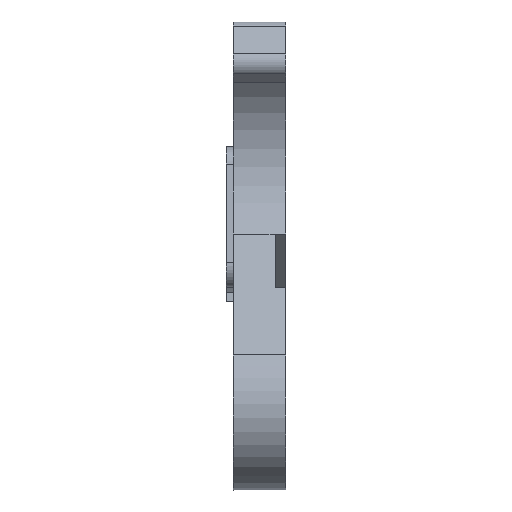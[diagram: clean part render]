
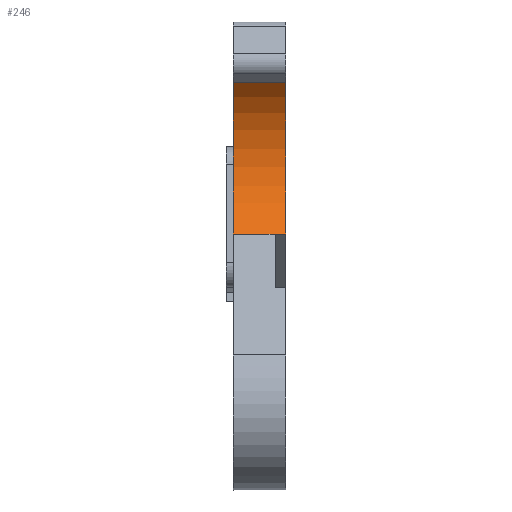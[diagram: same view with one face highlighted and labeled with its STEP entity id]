
A CAD part, front view. The second image highlights one B-rep face of the part: STEP entity #246.
In plain terms, the highlighted cylindrical face has radius 15 mm (diameter 30 mm), a partial arc.
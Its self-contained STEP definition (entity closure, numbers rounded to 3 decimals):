
#153=CYLINDRICAL_SURFACE('',#1332,15.);
#184=CIRCLE('',#1291,15.);
#202=CIRCLE('',#1331,15.);
#246=ADVANCED_FACE('',(#334),#153,.F.);
#334=FACE_OUTER_BOUND('',#398,.T.);
#398=EDGE_LOOP('',(#604,#605,#606,#607,#608));
#604=ORIENTED_EDGE('',*,*,#991,.T.);
#605=ORIENTED_EDGE('',*,*,#912,.F.);
#606=ORIENTED_EDGE('',*,*,#983,.F.);
#607=ORIENTED_EDGE('',*,*,#992,.F.);
#608=ORIENTED_EDGE('',*,*,#963,.F.);
#794=VERTEX_POINT('',#1772);
#795=VERTEX_POINT('',#1774);
#822=VERTEX_POINT('',#1838);
#838=VERTEX_POINT('',#1876);
#847=VERTEX_POINT('',#1922);
#912=EDGE_CURVE('',#794,#795,#184,.T.);
#963=EDGE_CURVE('',#822,#838,#1097,.T.);
#983=EDGE_CURVE('',#847,#794,#1113,.T.);
#991=EDGE_CURVE('',#822,#795,#1116,.T.);
#992=EDGE_CURVE('',#838,#847,#202,.T.);
#1097=LINE('',#1875,#1207);
#1113=LINE('',#1921,#1223);
#1116=LINE('',#1966,#1226);
#1207=VECTOR('',#1522,1.);
#1223=VECTOR('',#1566,1.);
#1226=VECTOR('',#1579,1.);
#1291=AXIS2_PLACEMENT_3D('',#1773,#1442,#1443);
#1331=AXIS2_PLACEMENT_3D('',#1967,#1580,#1581);
#1332=AXIS2_PLACEMENT_3D('',#1968,#1582,#1583);
#1442=DIRECTION('',(-1.,0.,0.));
#1443=DIRECTION('',(0.,-0.707,-0.707));
#1522=DIRECTION('',(-1.,0.,0.));
#1566=DIRECTION('',(1.,0.,0.));
#1579=DIRECTION('',(1.,0.,0.));
#1580=DIRECTION('',(1.,0.,0.));
#1581=DIRECTION('',(0.,-0.707,-0.707));
#1582=DIRECTION('',(1.,0.,0.));
#1583=DIRECTION('',(0.,0.707,0.707));
#1772=CARTESIAN_POINT('',(261.583,488.347,-423.85));
#1773=CARTESIAN_POINT('',(261.583,477.74,-434.456));
#1774=CARTESIAN_POINT('',(261.583,488.392,-445.017));
#1838=CARTESIAN_POINT('',(260.083,488.392,-445.017));
#1875=CARTESIAN_POINT('',(254.283,488.392,-445.017));
#1876=CARTESIAN_POINT('',(254.283,488.392,-445.017));
#1921=CARTESIAN_POINT('',(261.583,488.347,-423.85));
#1922=CARTESIAN_POINT('',(254.283,488.347,-423.85));
#1966=CARTESIAN_POINT('',(254.283,488.392,-445.017));
#1967=CARTESIAN_POINT('',(254.283,477.74,-434.456));
#1968=CARTESIAN_POINT('',(256.433,477.74,-434.456));
